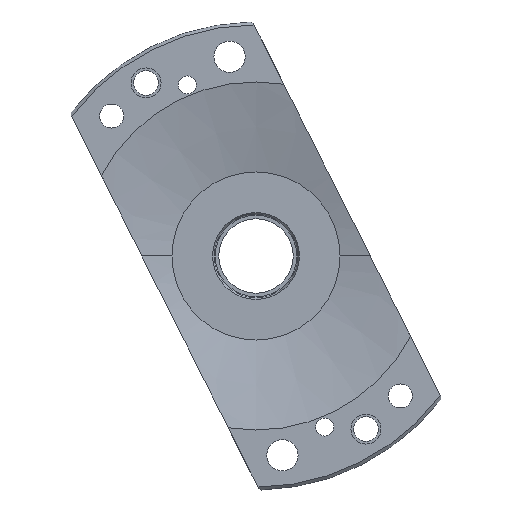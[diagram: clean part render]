
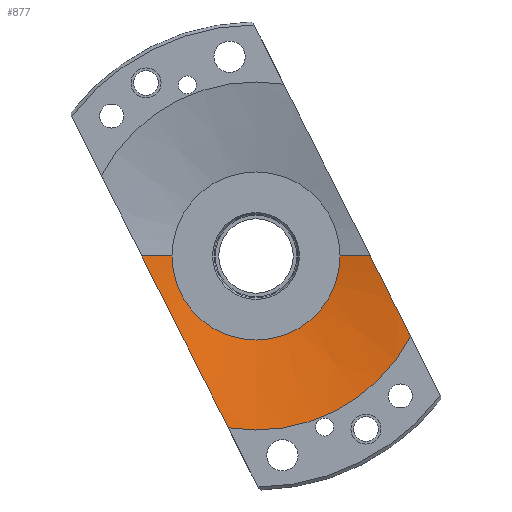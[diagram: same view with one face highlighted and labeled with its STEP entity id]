
A CAD part, left-side view. The second image highlights one B-rep face of the part: STEP entity #877.
In plain terms, the highlighted conical face has half-angle 76.504 degrees and reference radius 10.75 mm.
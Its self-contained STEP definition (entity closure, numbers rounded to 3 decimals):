
#2=CARTESIAN_POINT('',(1.196,9.516,0.));
#3=CARTESIAN_POINT('',(1.244,9.317,-0.395));
#4=CARTESIAN_POINT('',(1.328,8.919,-1.187));
#5=CARTESIAN_POINT('',(1.411,8.322,-2.372));
#6=CARTESIAN_POINT('',(1.448,7.717,-3.575));
#7=CARTESIAN_POINT('',(1.432,7.109,-4.781));
#8=CARTESIAN_POINT('',(1.367,6.509,-5.975));
#9=CARTESIAN_POINT('',(1.258,5.915,-7.155));
#10=CARTESIAN_POINT('',(1.111,5.315,-8.346));
#11=CARTESIAN_POINT('',(0.923,4.689,-9.591));
#12=CARTESIAN_POINT('',(0.685,4.,-10.959));
#13=CARTESIAN_POINT('',(0.383,3.217,-12.515));
#14=CARTESIAN_POINT('',(0.135,2.625,-13.692));
#15=CARTESIAN_POINT('',(0.,2.312,-14.315));
#17=CARTESIAN_POINT('',(0.,-12.874,-6.672));
#18=CARTESIAN_POINT('',(0.122,-12.591,-6.11));
#19=CARTESIAN_POINT('',(0.348,-12.053,-5.042));
#20=CARTESIAN_POINT('',(0.627,-11.339,-3.624));
#21=CARTESIAN_POINT('',(0.856,-10.697,-2.347));
#22=CARTESIAN_POINT('',(1.045,-10.099,-1.159));
#23=CARTESIAN_POINT('',(1.15,-9.708,-0.382));
#24=CARTESIAN_POINT('',(1.196,-9.516,0.));
#26=CARTESIAN_POINT('',(0.,0.,0.));
#27=DIRECTION('',(-1.,0.,0.));
#28=DIRECTION('',(0.,0.159,-0.987));
#29=AXIS2_PLACEMENT_3D('',#26,#27,#28);
#542=DIRECTION('',(0.233,0.972,0.));
#543=VECTOR('',#542,2.587);
#544=CARTESIAN_POINT('',(1.196,-9.516,0.));
#545=LINE('',#544,#543);
#546=DIRECTION('',(0.233,-0.972,0.));
#547=VECTOR('',#546,2.587);
#548=CARTESIAN_POINT('',(1.196,9.516,0.));
#549=LINE('',#548,#547);
#550=CARTESIAN_POINT('',(1.8,0.,0.));
#551=DIRECTION('',(-1.,0.,0.));
#552=DIRECTION('',(0.,1.,0.));
#553=AXIS2_PLACEMENT_3D('',#550,#551,#552);
#728=CARTESIAN_POINT('',(1.8,7.,0.));
#729=CARTESIAN_POINT('',(1.8,-7.,0.));
#730=VERTEX_POINT('',#728);
#731=VERTEX_POINT('',#729);
#732=VERTEX_POINT('',#2);
#733=VERTEX_POINT('',#15);
#734=VERTEX_POINT('',#17);
#735=VERTEX_POINT('',#24);
#858=CARTESIAN_POINT('',(0.9,0.,0.));
#859=DIRECTION('',(-1.,0.,0.));
#860=DIRECTION('',(0.,1.,0.));
#861=AXIS2_PLACEMENT_3D('',#858,#859,#860);
#862=CONICAL_SURFACE('',#861,10.75,76.504);
#864=ORIENTED_EDGE('',*,*,#863,.F.);
#866=ORIENTED_EDGE('',*,*,#865,.T.);
#868=ORIENTED_EDGE('',*,*,#867,.T.);
#870=ORIENTED_EDGE('',*,*,#869,.F.);
#872=ORIENTED_EDGE('',*,*,#871,.F.);
#874=ORIENTED_EDGE('',*,*,#873,.F.);
#875=EDGE_LOOP('',(#864,#866,#868,#870,#872,#874));
#876=FACE_OUTER_BOUND('',#875,.F.);
#877=ADVANCED_FACE('',(#876),#862,.F.);
#16=B_SPLINE_CURVE_WITH_KNOTS('',3,(#2,#3,#4,#5,#6,#7,#8,#9,#10,#11,#12,#13,#14,
#15),.UNSPECIFIED.,.F.,.F.,(4,1,1,1,1,1,1,1,1,1,1,4),(0.,0.091,
0.182,0.273,0.364,0.455,
0.545,0.636,0.727,0.818,
0.909,1.),.UNSPECIFIED.);
#25=B_SPLINE_CURVE_WITH_KNOTS('',3,(#17,#18,#19,#20,#21,#22,#23,#24),
.UNSPECIFIED.,.F.,.F.,(4,1,1,1,1,4),(0.,0.2,0.4,0.6,0.8,1.),
.UNSPECIFIED.);
#30=CIRCLE('',#29,14.5);
#554=CIRCLE('',#553,7.);
#863=EDGE_CURVE('',#732,#733,#16,.T.);
#865=EDGE_CURVE('',#732,#730,#549,.T.);
#867=EDGE_CURVE('',#730,#731,#554,.T.);
#869=EDGE_CURVE('',#735,#731,#545,.T.);
#871=EDGE_CURVE('',#734,#735,#25,.T.);
#873=EDGE_CURVE('',#733,#734,#30,.T.);
